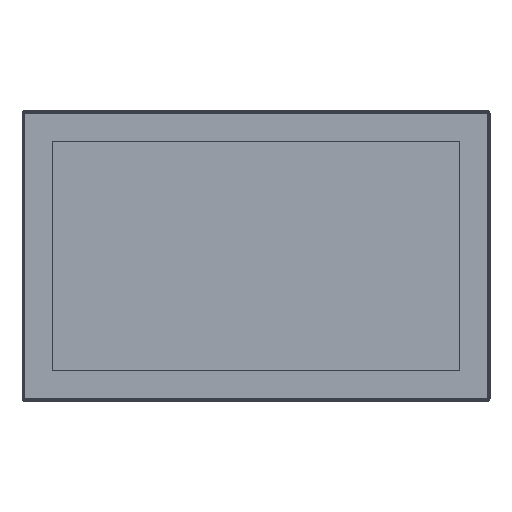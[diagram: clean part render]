
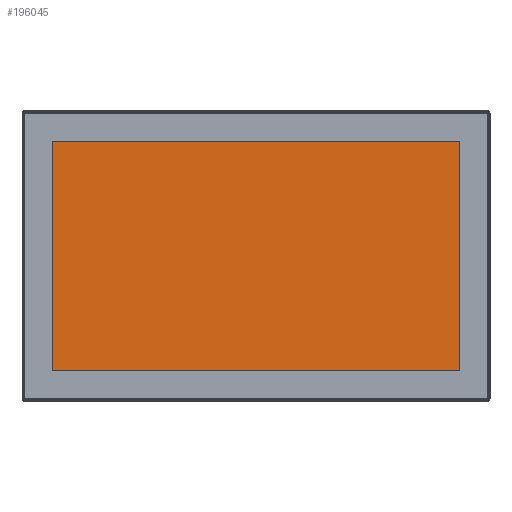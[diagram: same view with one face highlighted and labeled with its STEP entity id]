
A CAD part, top view. The second image highlights one B-rep face of the part: STEP entity #196045.
In plain terms, the highlighted planar face has unit normal (0, 0, 1).
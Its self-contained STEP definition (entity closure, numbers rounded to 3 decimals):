
#190257=DIRECTION('',(0.,-1.,0.));
#190258=VECTOR('',#190257,270.1);
#190259=CARTESIAN_POINT('',(-239.3,135.05,7.8));
#190260=LINE('',#190259,#190258);
#190269=DIRECTION('',(-1.,0.,0.));
#190270=VECTOR('',#190269,478.6);
#190271=CARTESIAN_POINT('',(239.3,135.05,7.8));
#190272=LINE('',#190271,#190270);
#190277=DIRECTION('',(0.,1.,0.));
#190278=VECTOR('',#190277,270.1);
#190279=CARTESIAN_POINT('',(239.3,-135.05,7.8));
#190280=LINE('',#190279,#190278);
#190281=DIRECTION('',(1.,0.,0.));
#190282=VECTOR('',#190281,478.6);
#190283=CARTESIAN_POINT('',(-239.3,-135.05,7.8));
#190284=LINE('',#190283,#190282);
#193282=CARTESIAN_POINT('',(-239.3,135.05,7.8));
#193283=VERTEX_POINT('',#193282);
#193284=CARTESIAN_POINT('',(-239.3,-135.05,7.8));
#193285=VERTEX_POINT('',#193284);
#193286=CARTESIAN_POINT('',(239.3,135.05,7.8));
#193287=VERTEX_POINT('',#193286);
#193288=CARTESIAN_POINT('',(239.3,-135.05,7.8));
#193289=VERTEX_POINT('',#193288);
#196034=CARTESIAN_POINT('',(0.,0.,7.8));
#196035=DIRECTION('',(0.,0.,1.));
#196036=DIRECTION('',(1.,0.,0.));
#196037=AXIS2_PLACEMENT_3D('',#196034,#196035,#196036);
#196038=PLANE('',#196037);
#196039=ORIENTED_EDGE('',*,*,#195986,.F.);
#196040=ORIENTED_EDGE('',*,*,#196001,.F.);
#196041=ORIENTED_EDGE('',*,*,#196015,.F.);
#196042=ORIENTED_EDGE('',*,*,#196028,.F.);
#196043=EDGE_LOOP('',(#196039,#196040,#196041,#196042));
#196044=FACE_OUTER_BOUND('',#196043,.F.);
#195986=EDGE_CURVE('',#193283,#193285,#190260,.T.);
#196001=EDGE_CURVE('',#193287,#193283,#190272,.T.);
#196015=EDGE_CURVE('',#193289,#193287,#190280,.T.);
#196028=EDGE_CURVE('',#193285,#193289,#190284,.T.);
#196045=ADVANCED_FACE('',(#196044),#196038,.T.);
